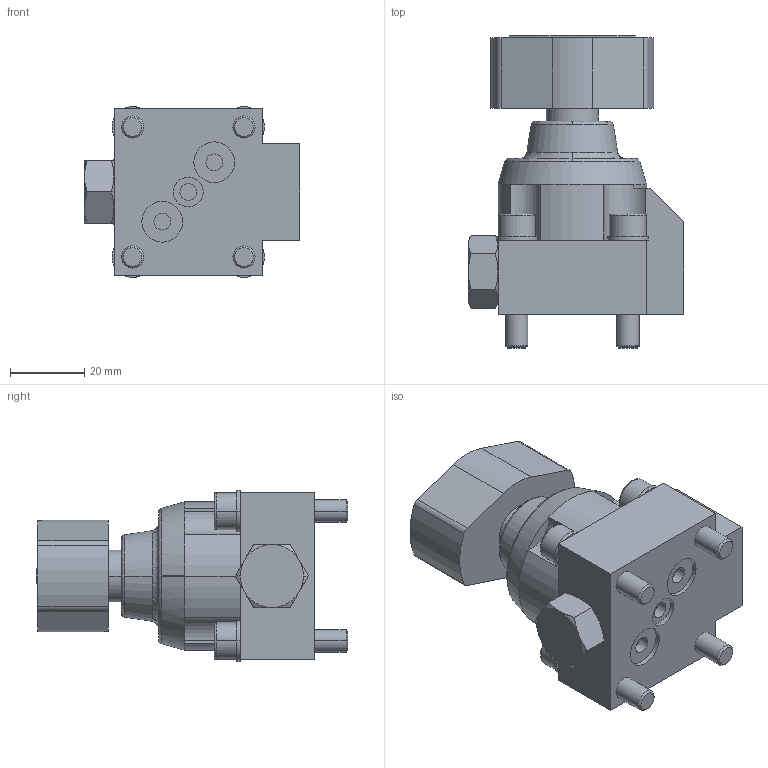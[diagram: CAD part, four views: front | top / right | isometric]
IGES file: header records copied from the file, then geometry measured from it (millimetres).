
Start section:  PTC IGES file: ilcm47030157.igs
Global section: file name: ilcm47030157.igs; native system: Pro/ENGINEER by Parametric Technology Corporation; preprocessor: 2004290; author: KR; organization: Unknown; date: 060622.074641; units: millimetre
Bounding box: 58 x 84 x 46 mm (x, y, z)
Surface area: 18266 mm2 (no closed solid volume)
Topology: 0 solids, 0 shells, 203 faces, 982 edges, 981 vertices
Faces by surface type: revolution 102, bspline 101
